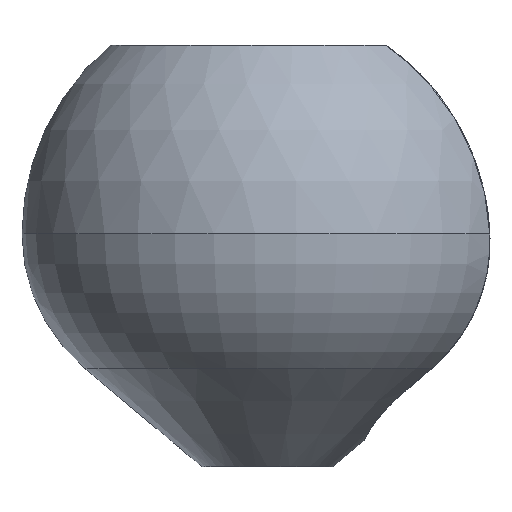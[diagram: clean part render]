
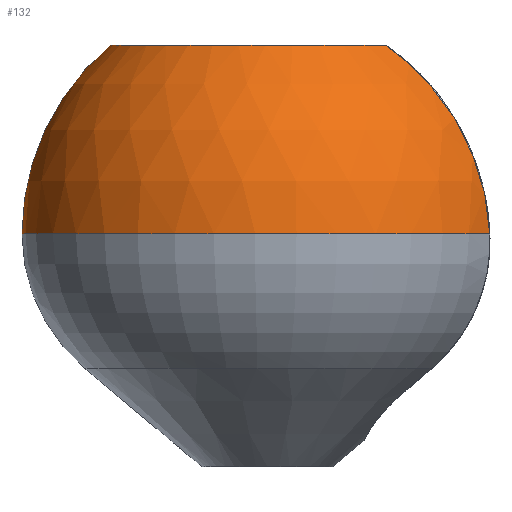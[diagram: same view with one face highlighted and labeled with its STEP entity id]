
A CAD part, front view. The second image highlights one B-rep face of the part: STEP entity #132.
In plain terms, the highlighted spherical face has radius 137 mm.
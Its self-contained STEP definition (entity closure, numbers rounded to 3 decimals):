
#21 = EDGE_CURVE('',#22,#24,#26,.T.);
#22 = VERTEX_POINT('',#23);
#23 = CARTESIAN_POINT('',(-87.489,0.,
    105.426));
#24 = VERTEX_POINT('',#25);
#25 = CARTESIAN_POINT('',(65.896,-57.551,
    105.426));
#26 = CIRCLE('',#27,87.489);
#27 = AXIS2_PLACEMENT_3D('',#28,#29,#30);
#28 = CARTESIAN_POINT('',(0.,0.,105.426));
#29 = DIRECTION('',(0.,0.,1.));
#30 = DIRECTION('',(-1.,0.,0.));
#132 = ADVANCED_FACE('',(#133),#179,.T.);
#133 = FACE_BOUND('',#134,.F.);
#134 = EDGE_LOOP('',(#135,#146,#153,#154));
#135 = ORIENTED_EDGE('',*,*,#136,.F.);
#136 = EDGE_CURVE('',#137,#139,#141,.T.);
#137 = VERTEX_POINT('',#138);
#138 = CARTESIAN_POINT('',(-137.,0.,0.)
  );
#139 = VERTEX_POINT('',#140);
#140 = CARTESIAN_POINT('',(124.035,-58.176,
    0.));
#141 = CIRCLE('',#142,137.);
#142 = AXIS2_PLACEMENT_3D('',#143,#144,#145);
#143 = CARTESIAN_POINT('',(0.,0.,0.));
#144 = DIRECTION('',(0.,0.,1.));
#145 = DIRECTION('',(-1.,0.,0.));
#146 = ORIENTED_EDGE('',*,*,#147,.F.);
#147 = EDGE_CURVE('',#22,#137,#148,.T.);
#148 = CIRCLE('',#149,137.);
#149 = AXIS2_PLACEMENT_3D('',#150,#151,#152);
#150 = CARTESIAN_POINT('',(0.,0.,0.));
#151 = DIRECTION('',(0.,-1.,0.));
#152 = DIRECTION('',(1.,0.,0.));
#153 = ORIENTED_EDGE('',*,*,#21,.T.);
#154 = ORIENTED_EDGE('',*,*,#155,.F.);
#155 = EDGE_CURVE('',#139,#24,#156,.T.);
#156 = B_SPLINE_CURVE_WITH_KNOTS('',11,(#157,#158,#159,#160,#161,#162,
    #163,#164,#165,#166,#167,#168,#169,#170,#171,#172,#173,#174,#175,
    #176,#177,#178),.UNSPECIFIED.,.F.,.F.,(12,10,12),(454.468,
    577.686,603.181),.UNSPECIFIED.);
#157 = CARTESIAN_POINT('',(124.035,-58.176,
    0.));
#158 = CARTESIAN_POINT('',(123.545,-59.219,
    11.387));
#159 = CARTESIAN_POINT('',(121.991,-60.055,
    22.738));
#160 = CARTESIAN_POINT('',(119.379,-60.676,
    33.972));
#161 = CARTESIAN_POINT('',(115.719,-61.069,
    44.936));
#162 = CARTESIAN_POINT('',(111.054,-61.233,
    55.541));
#163 = CARTESIAN_POINT('',(105.421,-61.164,
    65.668));
#164 = CARTESIAN_POINT('',(98.877,-60.863,
    75.226));
#165 = CARTESIAN_POINT('',(91.494,-60.334,84.113
    ));
#166 = CARTESIAN_POINT('',(83.345,-59.583,
    92.248));
#167 = CARTESIAN_POINT('',(74.519,-58.619,
    99.553));
#168 = CARTESIAN_POINT('',(63.162,-57.213,
    107.293));
#169 = CARTESIAN_POINT('',(61.214,-56.971,
    108.621));
#170 = CARTESIAN_POINT('',(59.266,-56.73,
    109.949));
#171 = CARTESIAN_POINT('',(57.317,-56.489,
    111.277));
#172 = CARTESIAN_POINT('',(55.367,-56.247,
    112.606));
#173 = CARTESIAN_POINT('',(53.416,-56.006,
    113.936));
#174 = CARTESIAN_POINT('',(51.465,-55.764,
    115.266));
#175 = CARTESIAN_POINT('',(49.513,-55.522,
    116.597));
#176 = CARTESIAN_POINT('',(47.56,-55.281,
    117.928));
#177 = CARTESIAN_POINT('',(45.606,-55.039,
    119.259));
#178 = CARTESIAN_POINT('',(43.652,-54.797,
    120.591));
#179 = SPHERICAL_SURFACE('',#180,137.);
#180 = AXIS2_PLACEMENT_3D('',#181,#182,#183);
#181 = CARTESIAN_POINT('',(0.,0.,0.));
#182 = DIRECTION('',(0.,0.,-1.));
#183 = DIRECTION('',(-1.,0.,0.));
